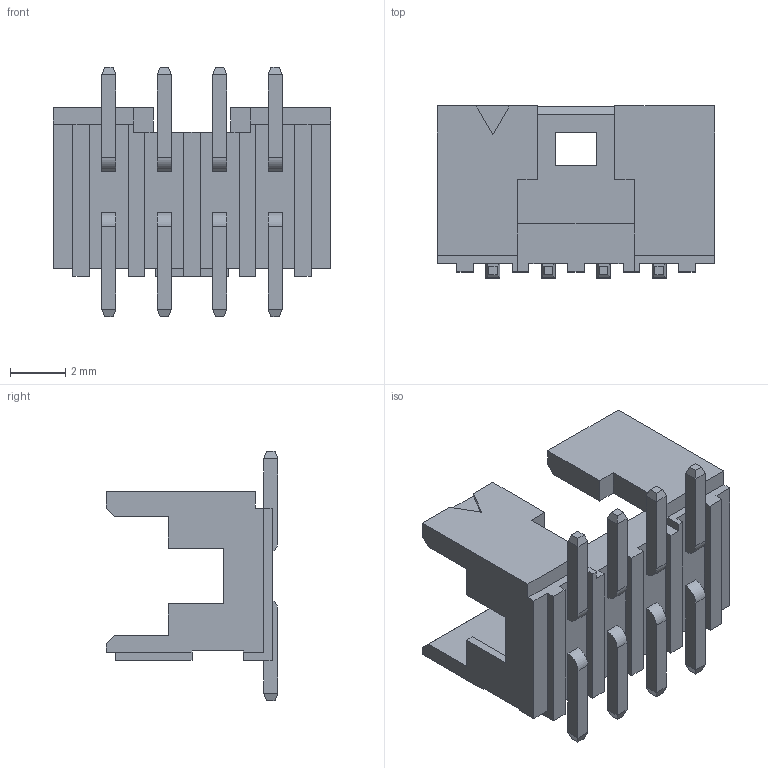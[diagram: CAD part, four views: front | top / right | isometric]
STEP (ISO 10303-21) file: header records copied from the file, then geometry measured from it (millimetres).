
FILE_DESCRIPTION (( 'STEP AP214' ), '1' );
FILE_NAME ('98424-S52-08A.STEP', '2023-05-02T17:12:57', ( '' ), ( '' ), 'SwSTEP 2.0', 'SolidWorks 2021', '' );
FILE_SCHEMA (( 'AUTOMOTIVE_DESIGN' ));
Length unit declared in the file: millimetre
Products named in the file (4): A^Assem 98424 add; B^Assem 98424 add; 98424_08; 98424-S52-08A
Assembly tree (9 placements, depth 2):
  98424-S52-08A
    98424_08
    A^Assem 98424 add  x4
    B^Assem 98424 add  x4
Bounding box: 10 x 6.2 x 9 mm (x, y, z)
Volume: 143 mm3; surface area: 428.5 mm2
Topology: 9 solids, 9 shells, 173 faces, 434 edges, 278 vertices
Faces by surface type: plane 165, cylinder 8
Entity records: 3738 total; most frequent: CARTESIAN_POINT 645, ORIENTED_EDGE 628, DIRECTION 568, EDGE_CURVE 314, LINE 310, VECTOR 310, VERTEX_POINT 206, AXIS2_PLACEMENT_3D 129
